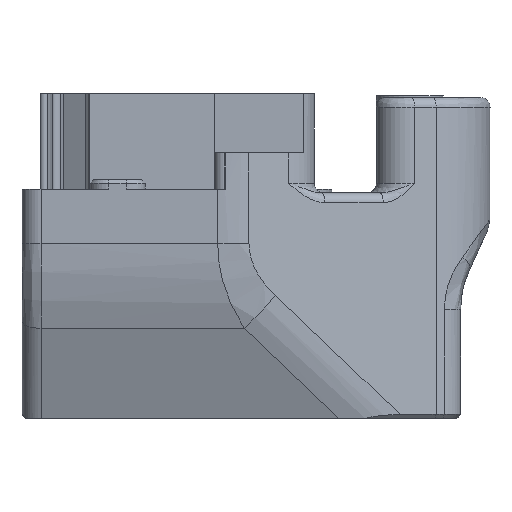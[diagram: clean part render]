
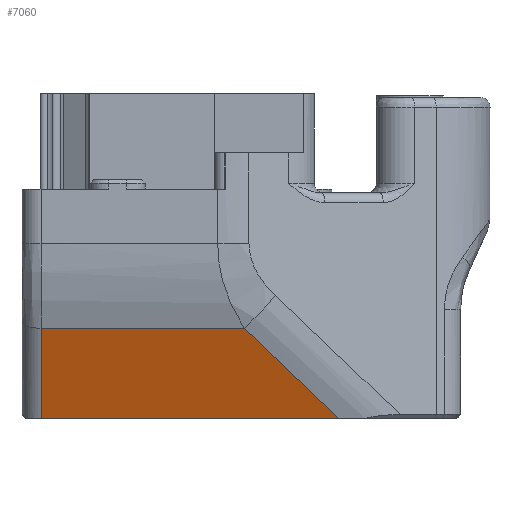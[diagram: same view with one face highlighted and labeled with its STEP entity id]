
A CAD part, front view. The second image highlights one B-rep face of the part: STEP entity #7060.
In plain terms, the highlighted planar face has unit normal (0, -0.94, -0.342).
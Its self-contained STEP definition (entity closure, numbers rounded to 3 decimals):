
#112 = LINE ( 'NONE', #7045, #10343 ) ;
#158 = AXIS2_PLACEMENT_3D ( 'NONE', #8356, #510, #7411 ) ;
#494 = FACE_OUTER_BOUND ( 'NONE', #6315, .T. ) ;
#510 = DIRECTION ( 'NONE',  ( 0., -0.94, -0.342 ) ) ;
#1019 = DIRECTION ( 'NONE',  ( 0.702, 0.244, -0.669 ) ) ;
#1480 = ORIENTED_EDGE ( 'NONE', *, *, #12713, .T. ) ;
#1496 = CARTESIAN_POINT ( 'NONE',  ( -2.638, -52.4, -22. ) ) ;
#1742 = LINE ( 'NONE', #5969, #4955 ) ;
#2859 = DIRECTION ( 'NONE',  ( -1., 0., 0. ) ) ;
#3189 = LINE ( 'NONE', #1496, #6584 ) ;
#3245 = ORIENTED_EDGE ( 'NONE', *, *, #3740, .F. ) ;
#3296 = CARTESIAN_POINT ( 'NONE',  ( -23.95, -52.4, -22. ) ) ;
#3308 = VERTEX_POINT ( 'NONE', #8829 ) ;
#3579 = VERTEX_POINT ( 'NONE', #11046 ) ;
#3631 = DIRECTION ( 'NONE',  ( 1., 0., 0. ) ) ;
#3740 = EDGE_CURVE ( 'NONE', #6973, #3579, #1742, .T. ) ;
#4100 = EDGE_CURVE ( 'NONE', #6973, #3308, #5737, .T. ) ;
#4909 = DIRECTION ( 'NONE',  ( 0., 0.342, -0.94 ) ) ;
#4955 = VECTOR ( 'NONE', #1019, 1000. ) ;
#5737 = LINE ( 'NONE', #9821, #10208 ) ;
#5969 = CARTESIAN_POINT ( 'NONE',  ( -0.313, -55.014, -14.819 ) ) ;
#6315 = EDGE_LOOP ( 'NONE', ( #1480, #11352, #3245, #8495 ) ) ;
#6521 = VERTEX_POINT ( 'NONE', #3296 ) ;
#6584 = VECTOR ( 'NONE', #3631, 1000. ) ;
#6973 = VERTEX_POINT ( 'NONE', #12099 ) ;
#7045 = CARTESIAN_POINT ( 'NONE',  ( -23.95, -53.609, -18.678 ) ) ;
#7060 = ADVANCED_FACE ( 'NONE', ( #494 ), #9315, .T. ) ;
#7411 = DIRECTION ( 'NONE',  ( 0., 0.342, -0.94 ) ) ;
#8356 = CARTESIAN_POINT ( 'NONE',  ( 1.243, -53.609, -18.678 ) ) ;
#8495 = ORIENTED_EDGE ( 'NONE', *, *, #4100, .T. ) ;
#8829 = CARTESIAN_POINT ( 'NONE',  ( -23.95, -55.832, -12.571 ) ) ;
#9315 = PLANE ( 'NONE',  #158 ) ;
#9821 = CARTESIAN_POINT ( 'NONE',  ( 1.243, -55.832, -12.571 ) ) ;
#10208 = VECTOR ( 'NONE', #2859, 1000. ) ;
#10343 = VECTOR ( 'NONE', #4909, 1000. ) ;
#11046 = CARTESIAN_POINT ( 'NONE',  ( 7.219, -52.4, -22. ) ) ;
#11352 = ORIENTED_EDGE ( 'NONE', *, *, #11508, .T. ) ;
#11508 = EDGE_CURVE ( 'NONE', #6521, #3579, #3189, .T. ) ;
#12099 = CARTESIAN_POINT ( 'NONE',  ( -2.672, -55.832, -12.571 ) ) ;
#12713 = EDGE_CURVE ( 'NONE', #3308, #6521, #112, .T. ) ;
